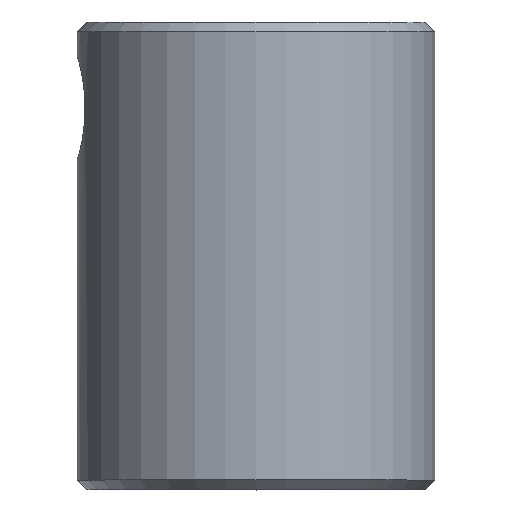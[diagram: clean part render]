
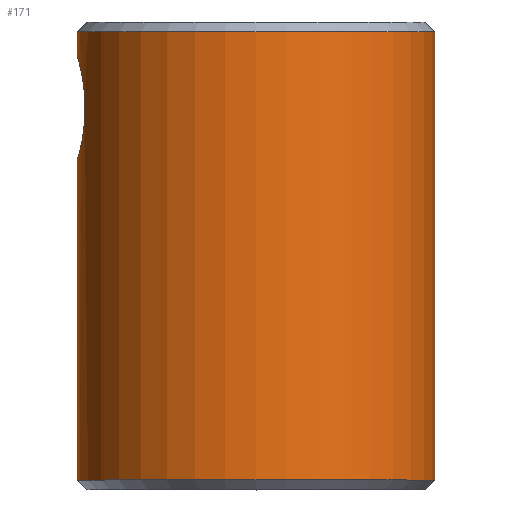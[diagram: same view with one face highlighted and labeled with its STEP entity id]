
A CAD part, top view. The second image highlights one B-rep face of the part: STEP entity #171.
In plain terms, the highlighted cylindrical face has radius 9.525 mm (diameter 19.05 mm), a full revolution.
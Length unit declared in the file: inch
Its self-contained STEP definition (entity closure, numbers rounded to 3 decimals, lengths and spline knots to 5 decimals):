
#29 = CARTESIAN_POINT ( 'NONE',  ( -0.369, 0.88764, -0.06709 ) ) ;
#32 = CARTESIAN_POINT ( 'NONE',  ( -0.36897, 0.8875, 0.06726 ) ) ;
#35 = CARTESIAN_POINT ( 'NONE',  ( -0.35962, 0.77153, -0.1063 ) ) ;
#39 = CARTESIAN_POINT ( 'NONE',  ( -0.37396, 0.69336, -0.02877 ) ) ;
#40 = CARTESIAN_POINT ( 'NONE',  ( 0., 0.96, 0.375 ) ) ;
#44 = AXIS2_PLACEMENT_3D ( 'NONE', #203, #53, #200 ) ;
#47 = CARTESIAN_POINT ( 'NONE',  ( -0.36028, 0.76427, 0.10407 ) ) ;
#53 = DIRECTION ( 'NONE',  ( 0., 1., 0. ) ) ;
#70 = CARTESIAN_POINT ( 'NONE',  ( -0.36475, 0.73268, 0.08716 ) ) ;
#75 = CARTESIAN_POINT ( 'NONE',  ( -0.37095, 0.70439, -0.05532 ) ) ;
#76 = VERTEX_POINT ( 'NONE', #225 ) ;
#78 = CARTESIAN_POINT ( 'NONE',  ( -0.36272, 0.85511, 0.09526 ) ) ;
#82 = EDGE_CURVE ( 'NONE', #76, #76, #286, .T. ) ;
#86 = CARTESIAN_POINT ( 'NONE',  ( -0.3647, 0.86704, 0.08737 ) ) ;
#97 = EDGE_LOOP ( 'NONE', ( #226 ) ) ;
#104 = ORIENTED_EDGE ( 'NONE', *, *, #82, .F. ) ;
#107 = CARTESIAN_POINT ( 'NONE',  ( -0.36794, 0.71695, 0.07261 ) ) ;
#110 = CARTESIAN_POINT ( 'NONE',  ( -0.375, 0.91014, 0.00734 ) ) ;
#112 = ORIENTED_EDGE ( 'NONE', *, *, #129, .T. ) ;
#113 = CARTESIAN_POINT ( 'NONE',  ( -0.3679, 0.71711, -0.07278 ) ) ;
#115 = CARTESIAN_POINT ( 'NONE',  ( -0.36184, 0.84901, -0.09852 ) ) ;
#119 = DIRECTION ( 'NONE',  ( 0., 0., 1. ) ) ;
#125 = EDGE_LOOP ( 'NONE', ( #112 ) ) ;
#129 = EDGE_CURVE ( 'NONE', #182, #182, #202, .T. ) ;
#144 = CARTESIAN_POINT ( 'NONE',  ( -0.36474, 0.86723, -0.08722 ) ) ;
#146 = CARTESIAN_POINT ( 'NONE',  ( -0.36897, 0.71248, -0.06725 ) ) ;
#149 = CARTESIAN_POINT ( 'NONE',  ( -0.37184, 0.89899, 0.04902 ) ) ;
#150 = CARTESIAN_POINT ( 'NONE',  ( 0., 0.02, 0.375 ) ) ;
#153 = CARTESIAN_POINT ( 'NONE',  ( -0.375, 0.91017, -0.0143 ) ) ;
#156 = CARTESIAN_POINT ( 'NONE',  ( -0.37398, 0.6933, 0.02851 ) ) ;
#162 = CARTESIAN_POINT ( 'NONE',  ( 0., 0.96, 0. ) ) ;
#164 = AXIS2_PLACEMENT_3D ( 'NONE', #162, #424, #392 ) ;
#166 = CARTESIAN_POINT ( 'NONE',  ( -0.36179, 0.84867, 0.09869 ) ) ;
#171 = ADVANCED_FACE ( 'NONE', ( #381, #303, #274 ), #270, .T. ) ;
#181 = CARTESIAN_POINT ( 'NONE',  ( -0.37478, 0.69056, -0.01459 ) ) ;
#182 = VERTEX_POINT ( 'NONE', #150 ) ;
#184 = CARTESIAN_POINT ( 'NONE',  ( -0.36791, 0.88292, 0.07275 ) ) ;
#188 = CARTESIAN_POINT ( 'NONE',  ( -0.375, 0.68986, -0.00742 ) ) ;
#192 = CARTESIAN_POINT ( 'NONE',  ( -0.35965, 0.77113, 0.1062 ) ) ;
#194 = CARTESIAN_POINT ( 'NONE',  ( -0.35877, 0.81429, 0.10915 ) ) ;
#197 = CARTESIAN_POINT ( 'NONE',  ( -0.35855, 0.807, 0.10987 ) ) ;
#200 = DIRECTION ( 'NONE',  ( 0., 0., 1. ) ) ;
#202 = CIRCLE ( 'NONE', #343, 0.375 ) ;
#203 = CARTESIAN_POINT ( 'NONE',  ( 0., 0.98, 0. ) ) ;
#216 = CARTESIAN_POINT ( 'NONE',  ( -0.36276, 0.85532, -0.09513 ) ) ;
#218 = CIRCLE ( 'NONE', #164, 0.375 ) ;
#222 = CARTESIAN_POINT ( 'NONE',  ( -0.35878, 0.81465, -0.10909 ) ) ;
#225 = CARTESIAN_POINT ( 'NONE',  ( -0.36684, 0.87776, 0.07782 ) ) ;
#226 = ORIENTED_EDGE ( 'NONE', *, *, #235, .F. ) ;
#228 = CARTESIAN_POINT ( 'NONE',  ( -0.36576, 0.87261, 0.08289 ) ) ;
#235 = EDGE_CURVE ( 'NONE', #379, #379, #218, .T. ) ;
#238 = CARTESIAN_POINT ( 'NONE',  ( -0.36024, 0.83537, 0.1042 ) ) ;
#261 = CARTESIAN_POINT ( 'NONE',  ( -0.37097, 0.89568, -0.05518 ) ) ;
#263 = CARTESIAN_POINT ( 'NONE',  ( -0.37188, 0.89913, -0.04876 ) ) ;
#266 = CARTESIAN_POINT ( 'NONE',  ( -0.35878, 0.78541, 0.10911 ) ) ;
#270 = CYLINDRICAL_SURFACE ( 'NONE', #44, 0.375 ) ;
#274 = FACE_OUTER_BOUND ( 'NONE', #97, .T. ) ;
#286 = B_SPLINE_CURVE_WITH_KNOTS ( 'NONE', 3,
 ( #370, #184, #32, #333, #149, #481, #445, #410, #110, #153, #473, #263, #261, #29, #296, #412, #144, #216, #115, #449, #406, #222, #330, #373, #475, #35, #336, #299, #447, #113, #146, #75, #415, #378, #39, #181, #188, #338, #484, #156, #301, #328, #294, #441, #107, #408, #70, #344, #384, #47, #192, #266, #486, #197, #194, #422, #238, #166, #78, #86, #228, #390 ),
 .UNSPECIFIED., .T., .F.,
 ( 4, 2, 2, 2, 2, 2, 2, 2, 2, 2, 2, 2, 2, 2, 2, 2, 2, 2, 2, 2, 2, 2, 2, 2, 2, 2, 2, 2, 2, 2, 4 ),
 ( 0., 0.00055, 0.0011, 0.00165, 0.0022, 0.0033, 0.00385, 0.00439, 0.00494, 0.00549, 0.00604, 0.00659, 0.00714, 0.00769, 0.00879, 0.00934, 0.00989, 0.01044, 0.01099, 0.01154, 0.01208, 0.01263, 0.01318, 0.01373, 0.01428, 0.01483, 0.01538, 0.01593, 0.01648, 0.01703, 0.01758 ),
 .UNSPECIFIED. ) ;
#294 = CARTESIAN_POINT ( 'NONE',  ( -0.37097, 0.7043, 0.05516 ) ) ;
#296 = CARTESIAN_POINT ( 'NONE',  ( -0.36795, 0.88307, -0.07257 ) ) ;
#299 = CARTESIAN_POINT ( 'NONE',  ( -0.36258, 0.74459, -0.09588 ) ) ;
#301 = CARTESIAN_POINT ( 'NONE',  ( -0.37338, 0.69536, 0.03544 ) ) ;
#303 = FACE_OUTER_BOUND ( 'NONE', #125, .T. ) ;
#304 = CARTESIAN_POINT ( 'NONE',  ( 0., 0.02, 0. ) ) ;
#328 = CARTESIAN_POINT ( 'NONE',  ( -0.37187, 0.7009, 0.04885 ) ) ;
#330 = CARTESIAN_POINT ( 'NONE',  ( -0.35855, 0.80738, -0.10984 ) ) ;
#333 = CARTESIAN_POINT ( 'NONE',  ( -0.37093, 0.89552, 0.05544 ) ) ;
#336 = CARTESIAN_POINT ( 'NONE',  ( -0.36026, 0.76451, -0.10415 ) ) ;
#338 = CARTESIAN_POINT ( 'NONE',  ( -0.375, 0.68983, 0.00708 ) ) ;
#343 = AXIS2_PLACEMENT_3D ( 'NONE', #304, #348, #119 ) ;
#344 = CARTESIAN_POINT ( 'NONE',  ( -0.36276, 0.74464, 0.09512 ) ) ;
#348 = DIRECTION ( 'NONE',  ( 0., 1., 0. ) ) ;
#370 = CARTESIAN_POINT ( 'NONE',  ( -0.36684, 0.87776, 0.07782 ) ) ;
#373 = CARTESIAN_POINT ( 'NONE',  ( -0.35855, 0.79284, -0.10985 ) ) ;
#378 = CARTESIAN_POINT ( 'NONE',  ( -0.37335, 0.69549, -0.03579 ) ) ;
#379 = VERTEX_POINT ( 'NONE', #40 ) ;
#381 = FACE_BOUND ( 'NONE', #468, .T. ) ;
#384 = CARTESIAN_POINT ( 'NONE',  ( -0.36183, 0.75105, 0.09855 ) ) ;
#390 = CARTESIAN_POINT ( 'NONE',  ( -0.36684, 0.87776, 0.07782 ) ) ;
#392 = DIRECTION ( 'NONE',  ( 0., 0., 1. ) ) ;
#406 = CARTESIAN_POINT ( 'NONE',  ( -0.35964, 0.82872, -0.10623 ) ) ;
#408 = CARTESIAN_POINT ( 'NONE',  ( -0.36581, 0.72713, 0.08267 ) ) ;
#410 = CARTESIAN_POINT ( 'NONE',  ( -0.37478, 0.90942, 0.01467 ) ) ;
#412 = CARTESIAN_POINT ( 'NONE',  ( -0.36582, 0.87288, -0.08264 ) ) ;
#415 = CARTESIAN_POINT ( 'NONE',  ( -0.37184, 0.701, -0.04902 ) ) ;
#422 = CARTESIAN_POINT ( 'NONE',  ( -0.35962, 0.8285, 0.1063 ) ) ;
#424 = DIRECTION ( 'NONE',  ( 0., 1., 0. ) ) ;
#441 = CARTESIAN_POINT ( 'NONE',  ( -0.36901, 0.71229, 0.06701 ) ) ;
#445 = CARTESIAN_POINT ( 'NONE',  ( -0.37396, 0.90661, 0.02884 ) ) ;
#447 = CARTESIAN_POINT ( 'NONE',  ( -0.36473, 0.73235, -0.08777 ) ) ;
#449 = CARTESIAN_POINT ( 'NONE',  ( -0.36027, 0.83563, -0.10411 ) ) ;
#468 = EDGE_LOOP ( 'NONE', ( #104 ) ) ;
#473 = CARTESIAN_POINT ( 'NONE',  ( -0.37412, 0.90734, -0.02888 ) ) ;
#475 = CARTESIAN_POINT ( 'NONE',  ( -0.35877, 0.78567, -0.10913 ) ) ;
#481 = CARTESIAN_POINT ( 'NONE',  ( -0.37336, 0.90453, 0.03571 ) ) ;
#484 = CARTESIAN_POINT ( 'NONE',  ( -0.37479, 0.69054, 0.01438 ) ) ;
#486 = CARTESIAN_POINT ( 'NONE',  ( -0.35855, 0.79261, 0.10984 ) ) ;
